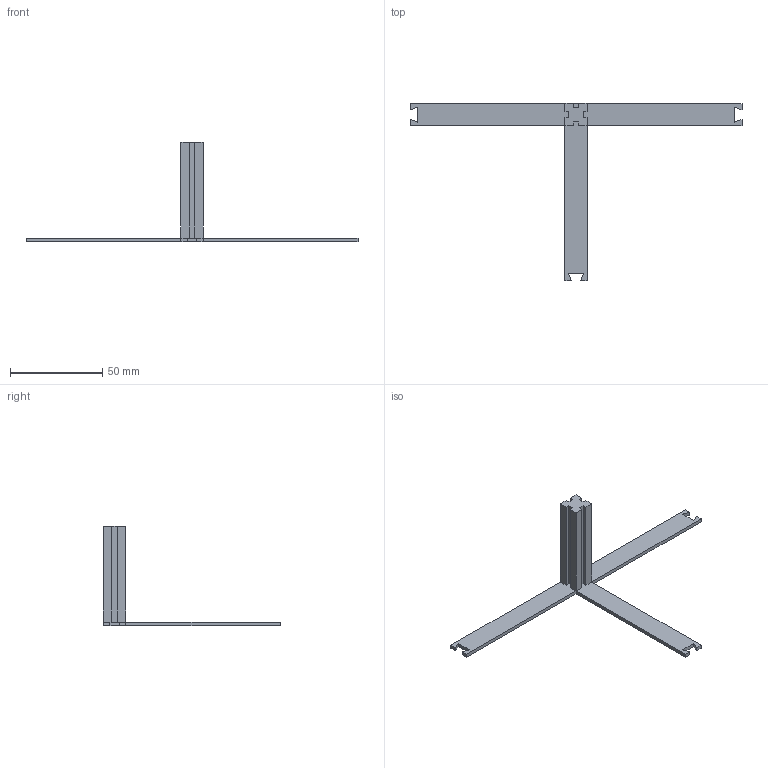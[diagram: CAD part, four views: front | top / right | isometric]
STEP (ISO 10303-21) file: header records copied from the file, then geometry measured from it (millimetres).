
FILE_DESCRIPTION(('FreeCAD Model'),'2;1');
FILE_NAME('Open CASCADE Shape Model','2025-11-06T13:54:00',(''),(''), 'Open CASCADE STEP processor 7.8','FreeCAD','Unknown');
FILE_SCHEMA(('AUTOMOTIVE_DESIGN { 1 0 10303 214 1 1 1 1 }'));
Length unit declared in the file: millimetre
Products named in the file (1): Body
Bounding box: 180 x 96 x 54 mm (x, y, z)
Volume: 12411.2 mm3; surface area: 10673.6 mm2
Topology: 1 solids, 1 shells, 44 faces, 120 edges, 78 vertices
Faces by surface type: plane 44
Entity records: 1378 total; most frequent: CARTESIAN_POINT 243, ORIENTED_EDGE 240, DIRECTION 210, EDGE_CURVE 120, LINE 120, VECTOR 120, VERTEX_POINT 78, AXIS2_PLACEMENT_3D 45
